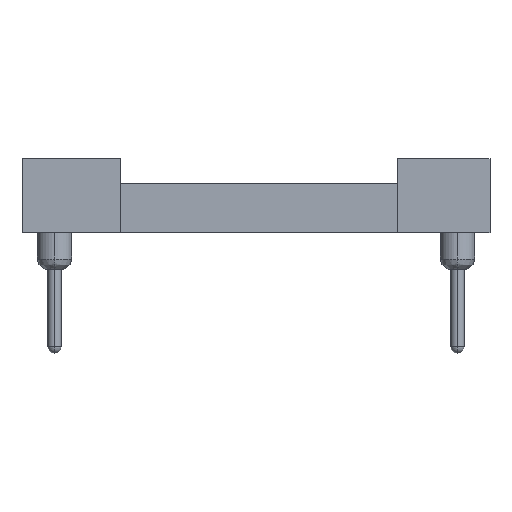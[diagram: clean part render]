
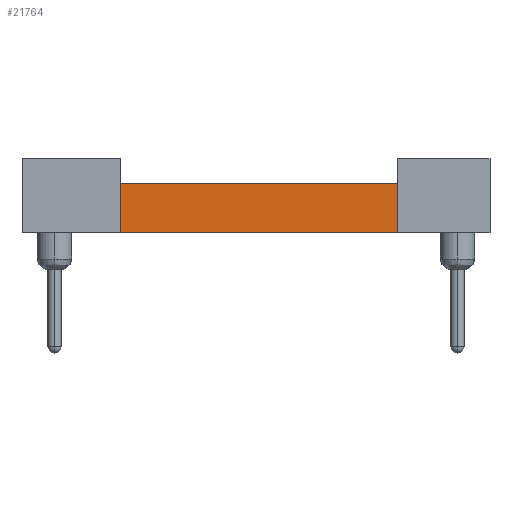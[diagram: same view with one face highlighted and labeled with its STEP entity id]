
A CAD part, front view. The second image highlights one B-rep face of the part: STEP entity #21764.
In plain terms, the highlighted planar face has unit normal (0, -1, 0).
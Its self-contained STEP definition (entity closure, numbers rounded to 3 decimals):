
#21683=CARTESIAN_POINT('',(5.36,-17.78,1.4));
#21684=VERTEX_POINT('',#21683);
#21685=CARTESIAN_POINT('',(-5.14,-17.78,1.4));
#21686=VERTEX_POINT('',#21685);
#21687=CARTESIAN_POINT('',(5.36,-17.78,1.4));
#21688=DIRECTION('',(-1.0,0.0,0.0));
#21689=VECTOR('',#21688,10.5);
#21690=LINE('',#21687,#21689);
#21691=EDGE_CURVE('',#21684,#21686,#21690,.T.);
#21734=CARTESIAN_POINT('',(6.005,-17.78,3.27));
#21735=DIRECTION('',(0.0,-1.0,0.0));
#21736=DIRECTION('',(0.0,0.0,1.0));
#21737=AXIS2_PLACEMENT_3D('',#21734,#21735,#21736);
#21738=PLANE('',#21737);
#21739=CARTESIAN_POINT('',(-5.14,-17.78,3.27));
#21740=VERTEX_POINT('',#21739);
#21741=CARTESIAN_POINT('',(5.36,-17.78,3.27));
#21742=VERTEX_POINT('',#21741);
#21743=CARTESIAN_POINT('',(-5.14,-17.78,3.27));
#21744=DIRECTION('',(1.0,0.0,0.0));
#21745=VECTOR('',#21744,10.5);
#21746=LINE('',#21743,#21745);
#21747=EDGE_CURVE('',#21740,#21742,#21746,.T.);
#21748=ORIENTED_EDGE('',*,*,#21747,.F.);
#21749=CARTESIAN_POINT('',(-5.14,-17.78,3.27));
#21750=DIRECTION('',(0.0,0.0,-1.0));
#21751=VECTOR('',#21750,1.87);
#21752=LINE('',#21749,#21751);
#21753=EDGE_CURVE('',#21740,#21686,#21752,.T.);
#21754=ORIENTED_EDGE('',*,*,#21753,.T.);
#21755=ORIENTED_EDGE('',*,*,#21691,.F.);
#21756=CARTESIAN_POINT('',(5.36,-17.78,1.4));
#21757=DIRECTION('',(0.0,0.0,1.0));
#21758=VECTOR('',#21757,1.87);
#21759=LINE('',#21756,#21758);
#21760=EDGE_CURVE('',#21684,#21742,#21759,.T.);
#21761=ORIENTED_EDGE('',*,*,#21760,.T.);
#21762=EDGE_LOOP('',(#21748,#21754,#21755,#21761));
#21763=FACE_OUTER_BOUND('',#21762,.T.);
#21764=ADVANCED_FACE('',(#21763),#21738,.T.);
